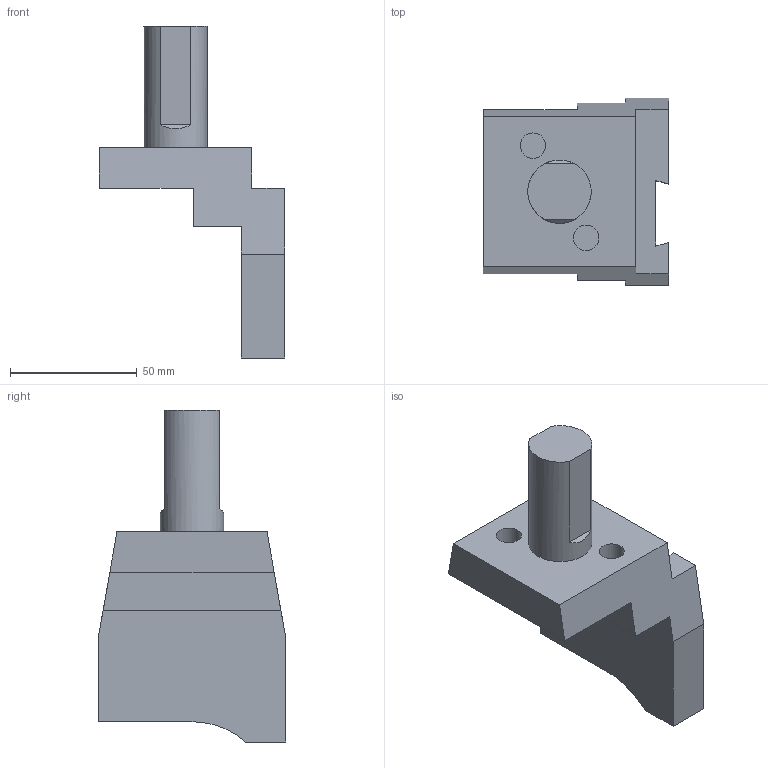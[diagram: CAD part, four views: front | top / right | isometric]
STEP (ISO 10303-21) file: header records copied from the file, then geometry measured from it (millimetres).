
FILE_DESCRIPTION(/* description */ (''),/* implementation_level */ '2;1');
FILE_NAME(/* name */ '1597064761673.stp',/* time_stamp */ '2020-08-10T15:06:08+02:00',/* author */ (''),/* organization */ ('SMS'),/* preprocessor_version */ 'ST-DEVELOPER v16.7',/* originating_system */ 'SIEMENS PLM Software NX 12.0',/* authorisation */ '');
FILE_SCHEMA (('AUTOMOTIVE_DESIGN { 1 0 10303 214 3 1 1 1 }'));
Length unit declared in the file: millimetre
Products named in the file (1): 201809466mod000_01
Bounding box: 73 x 74 x 131 mm (x, y, z)
Volume: 168043.7 mm3; surface area: 29698.4 mm2
Topology: 1 solids, 1 shells, 39 faces, 102 edges, 71 vertices
Faces by surface type: plane 34, cylinder 5
Full cylindrical faces by diameter (mm): 10 x2, 25 x1
Entity records: 1234 total; most frequent: CARTESIAN_POINT 211, DIRECTION 197, ORIENTED_EDGE 196, EDGE_CURVE 98, LINE 85, VECTOR 85, VERTEX_POINT 67, AXIS2_PLACEMENT_3D 56
